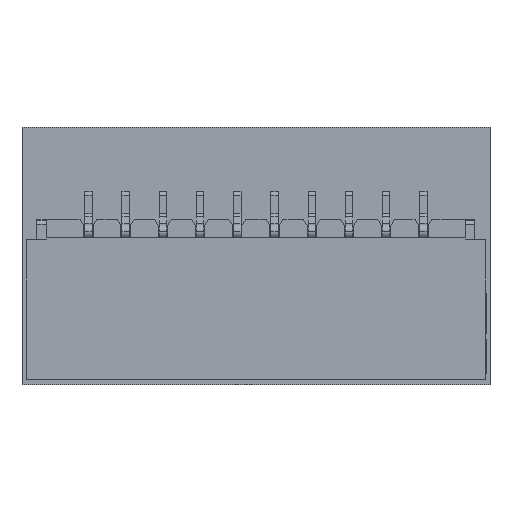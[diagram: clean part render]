
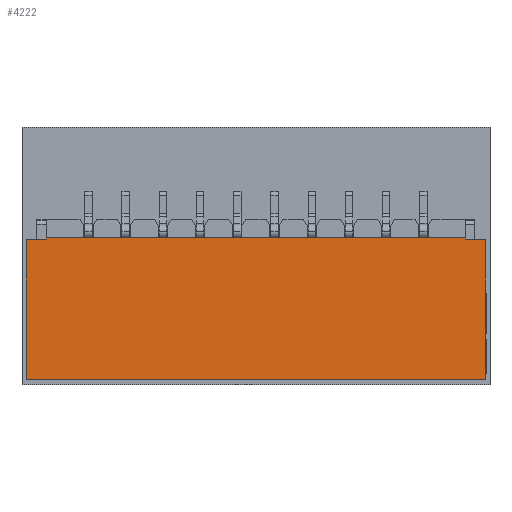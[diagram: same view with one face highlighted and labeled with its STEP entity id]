
A CAD part, top view. The second image highlights one B-rep face of the part: STEP entity #4222.
In plain terms, the highlighted planar face has unit normal (0, 0, 1).
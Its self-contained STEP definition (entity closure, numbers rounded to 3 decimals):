
#2103 = VERTEX_POINT('',#2104);
#2104 = CARTESIAN_POINT('',(6.17,0.824,3.14
    ));
#2110 = EDGE_CURVE('',#2111,#2103,#2113,.T.);
#2111 = VERTEX_POINT('',#2112);
#2112 = CARTESIAN_POINT('',(6.17,-2.926,
    3.14));
#2113 = LINE('',#2114,#2115);
#2114 = CARTESIAN_POINT('',(6.17,-2.926,
    3.14));
#2115 = VECTOR('',#2116,1.);
#2116 = DIRECTION('',(0.,1.,0.));
#3262 = VERTEX_POINT('',#3263);
#3263 = CARTESIAN_POINT('',(5.63,0.824,3.14
    ));
#3269 = EDGE_CURVE('',#3262,#2103,#3270,.T.);
#3270 = LINE('',#3271,#3272);
#3271 = CARTESIAN_POINT('',(5.63,0.824,3.14
    ));
#3272 = VECTOR('',#3273,1.);
#3273 = DIRECTION('',(1.,0.,0.));
#4222 = ADVANCED_FACE('',(#4223),#4273,.F.);
#4223 = FACE_BOUND('',#4224,.T.);
#4224 = EDGE_LOOP('',(#4225,#4233,#4241,#4249,#4257,#4265,#4271,#4272));
#4225 = ORIENTED_EDGE('',*,*,#4226,.T.);
#4226 = EDGE_CURVE('',#3262,#4227,#4229,.T.);
#4227 = VERTEX_POINT('',#4228);
#4228 = CARTESIAN_POINT('',(5.63,0.874,3.14
    ));
#4229 = LINE('',#4230,#4231);
#4230 = CARTESIAN_POINT('',(5.63,0.824,3.14
    ));
#4231 = VECTOR('',#4232,1.);
#4232 = DIRECTION('',(0.,1.,0.));
#4233 = ORIENTED_EDGE('',*,*,#4234,.F.);
#4234 = EDGE_CURVE('',#4235,#4227,#4237,.T.);
#4235 = VERTEX_POINT('',#4236);
#4236 = CARTESIAN_POINT('',(-5.64,0.874,
    3.14));
#4237 = LINE('',#4238,#4239);
#4238 = CARTESIAN_POINT('',(0.37,0.874,3.14
    ));
#4239 = VECTOR('',#4240,1.);
#4240 = DIRECTION('',(1.,0.,0.));
#4241 = ORIENTED_EDGE('',*,*,#4242,.F.);
#4242 = EDGE_CURVE('',#4243,#4235,#4245,.T.);
#4243 = VERTEX_POINT('',#4244);
#4244 = CARTESIAN_POINT('',(-5.64,0.824,
    3.14));
#4245 = LINE('',#4246,#4247);
#4246 = CARTESIAN_POINT('',(-5.64,0.824,
    3.14));
#4247 = VECTOR('',#4248,1.);
#4248 = DIRECTION('',(0.,1.,0.));
#4249 = ORIENTED_EDGE('',*,*,#4250,.T.);
#4250 = EDGE_CURVE('',#4243,#4251,#4253,.T.);
#4251 = VERTEX_POINT('',#4252);
#4252 = CARTESIAN_POINT('',(-6.18,0.824,3.14
    ));
#4253 = LINE('',#4254,#4255);
#4254 = CARTESIAN_POINT('',(-5.64,0.824,
    3.14));
#4255 = VECTOR('',#4256,1.);
#4256 = DIRECTION('',(-1.,0.,0.));
#4257 = ORIENTED_EDGE('',*,*,#4258,.F.);
#4258 = EDGE_CURVE('',#4259,#4251,#4261,.T.);
#4259 = VERTEX_POINT('',#4260);
#4260 = CARTESIAN_POINT('',(-6.18,-2.926,
    3.14));
#4261 = LINE('',#4262,#4263);
#4262 = CARTESIAN_POINT('',(-6.18,-2.926,
    3.14));
#4263 = VECTOR('',#4264,1.);
#4264 = DIRECTION('',(0.,1.,0.));
#4265 = ORIENTED_EDGE('',*,*,#4266,.F.);
#4266 = EDGE_CURVE('',#2111,#4259,#4267,.T.);
#4267 = LINE('',#4268,#4269);
#4268 = CARTESIAN_POINT('',(-6.18,-2.926,
    3.14));
#4269 = VECTOR('',#4270,1.);
#4270 = DIRECTION('',(-1.,0.,0.));
#4271 = ORIENTED_EDGE('',*,*,#2110,.T.);
#4272 = ORIENTED_EDGE('',*,*,#3269,.F.);
#4273 = PLANE('',#4274);
#4274 = AXIS2_PLACEMENT_3D('',#4275,#4276,#4277);
#4275 = CARTESIAN_POINT('',(-6.18,-2.926,
    3.14));
#4276 = DIRECTION('',(0.,0.,-1.));
#4277 = DIRECTION('',(0.,1.,0.));
